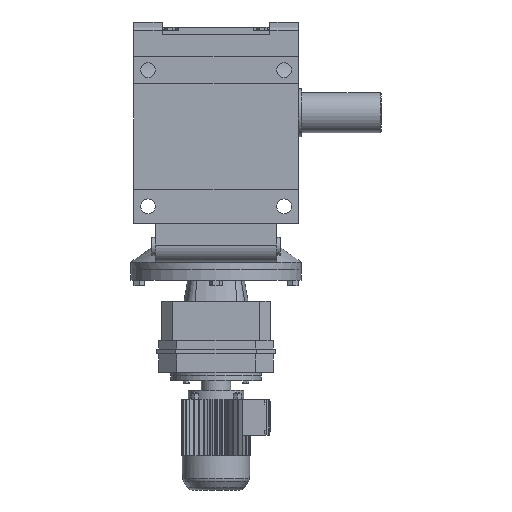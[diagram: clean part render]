
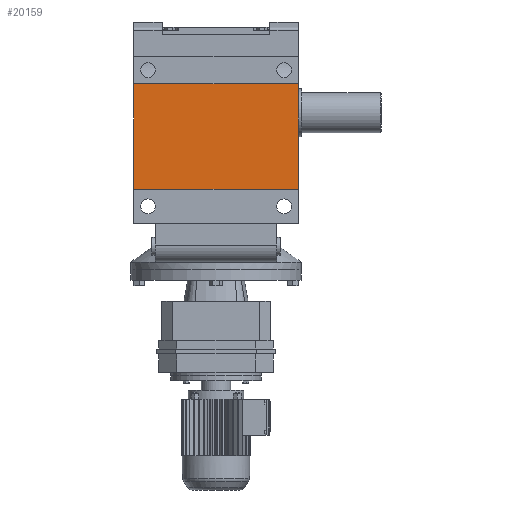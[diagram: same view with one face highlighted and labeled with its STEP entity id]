
A CAD part, front view. The second image highlights one B-rep face of the part: STEP entity #20159.
In plain terms, the highlighted planar face has unit normal (0, -1, 0).
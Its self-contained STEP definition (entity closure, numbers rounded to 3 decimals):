
#10616 = PLANE('',#10617);
#10617 = AXIS2_PLACEMENT_3D('',#10618,#10619,#10620);
#10618 = CARTESIAN_POINT('',(145.,-214.725,119.));
#10619 = DIRECTION('',(1.,0.,0.));
#10620 = DIRECTION('',(0.,0.,-1.));
#12633 = PLANE('',#12634);
#12634 = AXIS2_PLACEMENT_3D('',#12635,#12636,#12637);
#12635 = CARTESIAN_POINT('',(-145.,-214.725,119.));
#12636 = DIRECTION('',(1.,0.,0.));
#12637 = DIRECTION('',(0.,0.,-1.));
#16714 = VERTEX_POINT('',#16715);
#16715 = CARTESIAN_POINT('',(145.,-255.725,51.));
#16729 = PLANE('',#16730);
#16730 = AXIS2_PLACEMENT_3D('',#16731,#16732,#16733);
#16731 = CARTESIAN_POINT('',(145.,-255.725,51.));
#16732 = DIRECTION('',(0.,0.,1.));
#16733 = DIRECTION('',(1.,0.,0.));
#16741 = EDGE_CURVE('',#16714,#16742,#16744,.T.);
#16742 = VERTEX_POINT('',#16743);
#16743 = CARTESIAN_POINT('',(145.,-255.725,-135.));
#16744 = SURFACE_CURVE('',#16745,(#16749,#16756),.PCURVE_S1.);
#16745 = LINE('',#16746,#16747);
#16746 = CARTESIAN_POINT('',(145.,-255.725,51.));
#16747 = VECTOR('',#16748,1.);
#16748 = DIRECTION('',(0.,0.,-1.));
#16749 = PCURVE('',#10616,#16750);
#16750 = DEFINITIONAL_REPRESENTATION('',(#16751),#16755);
#16751 = LINE('',#16752,#16753);
#16752 = CARTESIAN_POINT('',(68.,-41.));
#16753 = VECTOR('',#16754,1.);
#16754 = DIRECTION('',(1.,0.));
#16755 = ( GEOMETRIC_REPRESENTATION_CONTEXT(2) 
PARAMETRIC_REPRESENTATION_CONTEXT() REPRESENTATION_CONTEXT('2D SPACE',''
  ) );
#16756 = PCURVE('',#16757,#16762);
#16757 = PLANE('',#16758);
#16758 = AXIS2_PLACEMENT_3D('',#16759,#16760,#16761);
#16759 = CARTESIAN_POINT('',(107.,-255.725,124.));
#16760 = DIRECTION('',(0.,1.,0.));
#16761 = DIRECTION('',(0.,0.,1.));
#16762 = DEFINITIONAL_REPRESENTATION('',(#16763),#16767);
#16763 = LINE('',#16764,#16765);
#16764 = CARTESIAN_POINT('',(-73.,38.));
#16765 = VECTOR('',#16766,1.);
#16766 = DIRECTION('',(-1.,0.));
#16767 = ( GEOMETRIC_REPRESENTATION_CONTEXT(2) 
PARAMETRIC_REPRESENTATION_CONTEXT() REPRESENTATION_CONTEXT('2D SPACE',''
  ) );
#16785 = PLANE('',#16786);
#16786 = AXIS2_PLACEMENT_3D('',#16787,#16788,#16789);
#16787 = CARTESIAN_POINT('',(145.,-255.725,-135.));
#16788 = DIRECTION('',(0.,0.,-1.));
#16789 = DIRECTION('',(0.,1.,0.));
#18375 = VERTEX_POINT('',#18376);
#18376 = CARTESIAN_POINT('',(-145.,-255.725,-135.));
#18397 = EDGE_CURVE('',#18398,#18375,#18400,.T.);
#18398 = VERTEX_POINT('',#18399);
#18399 = CARTESIAN_POINT('',(-145.,-255.725,51.));
#18400 = SURFACE_CURVE('',#18401,(#18405,#18412),.PCURVE_S1.);
#18401 = LINE('',#18402,#18403);
#18402 = CARTESIAN_POINT('',(-145.,-255.725,51.));
#18403 = VECTOR('',#18404,1.);
#18404 = DIRECTION('',(0.,0.,-1.));
#18405 = PCURVE('',#12633,#18406);
#18406 = DEFINITIONAL_REPRESENTATION('',(#18407),#18411);
#18407 = LINE('',#18408,#18409);
#18408 = CARTESIAN_POINT('',(68.,-41.));
#18409 = VECTOR('',#18410,1.);
#18410 = DIRECTION('',(1.,0.));
#18411 = ( GEOMETRIC_REPRESENTATION_CONTEXT(2) 
PARAMETRIC_REPRESENTATION_CONTEXT() REPRESENTATION_CONTEXT('2D SPACE',''
  ) );
#18412 = PCURVE('',#16757,#18413);
#18413 = DEFINITIONAL_REPRESENTATION('',(#18414),#18418);
#18414 = LINE('',#18415,#18416);
#18415 = CARTESIAN_POINT('',(-73.,-252.));
#18416 = VECTOR('',#18417,1.);
#18417 = DIRECTION('',(-1.,0.));
#18418 = ( GEOMETRIC_REPRESENTATION_CONTEXT(2) 
PARAMETRIC_REPRESENTATION_CONTEXT() REPRESENTATION_CONTEXT('2D SPACE',''
  ) );
#19849 = EDGE_CURVE('',#16714,#18398,#19850,.T.);
#19850 = SURFACE_CURVE('',#19851,(#19855,#19862),.PCURVE_S1.);
#19851 = LINE('',#19852,#19853);
#19852 = CARTESIAN_POINT('',(145.,-255.725,51.));
#19853 = VECTOR('',#19854,1.);
#19854 = DIRECTION('',(-1.,0.,0.));
#19855 = PCURVE('',#16729,#19856);
#19856 = DEFINITIONAL_REPRESENTATION('',(#19857),#19861);
#19857 = LINE('',#19858,#19859);
#19858 = CARTESIAN_POINT('',(0.,0.));
#19859 = VECTOR('',#19860,1.);
#19860 = DIRECTION('',(-1.,0.));
#19861 = ( GEOMETRIC_REPRESENTATION_CONTEXT(2) 
PARAMETRIC_REPRESENTATION_CONTEXT() REPRESENTATION_CONTEXT('2D SPACE',''
  ) );
#19862 = PCURVE('',#16757,#19863);
#19863 = DEFINITIONAL_REPRESENTATION('',(#19864),#19868);
#19864 = LINE('',#19865,#19866);
#19865 = CARTESIAN_POINT('',(-73.,38.));
#19866 = VECTOR('',#19867,1.);
#19867 = DIRECTION('',(0.,-1.));
#19868 = ( GEOMETRIC_REPRESENTATION_CONTEXT(2) 
PARAMETRIC_REPRESENTATION_CONTEXT() REPRESENTATION_CONTEXT('2D SPACE',''
  ) );
#20159 = ADVANCED_FACE('',(#20160),#16757,.F.);
#20160 = FACE_BOUND('',#20161,.T.);
#20161 = EDGE_LOOP('',(#20162,#20163,#20164,#20185));
#20162 = ORIENTED_EDGE('',*,*,#19849,.T.);
#20163 = ORIENTED_EDGE('',*,*,#18397,.T.);
#20164 = ORIENTED_EDGE('',*,*,#20165,.F.);
#20165 = EDGE_CURVE('',#16742,#18375,#20166,.T.);
#20166 = SURFACE_CURVE('',#20167,(#20171,#20178),.PCURVE_S1.);
#20167 = LINE('',#20168,#20169);
#20168 = CARTESIAN_POINT('',(145.,-255.725,-135.));
#20169 = VECTOR('',#20170,1.);
#20170 = DIRECTION('',(-1.,0.,0.));
#20171 = PCURVE('',#16757,#20172);
#20172 = DEFINITIONAL_REPRESENTATION('',(#20173),#20177);
#20173 = LINE('',#20174,#20175);
#20174 = CARTESIAN_POINT('',(-259.,38.));
#20175 = VECTOR('',#20176,1.);
#20176 = DIRECTION('',(0.,-1.));
#20177 = ( GEOMETRIC_REPRESENTATION_CONTEXT(2) 
PARAMETRIC_REPRESENTATION_CONTEXT() REPRESENTATION_CONTEXT('2D SPACE',''
  ) );
#20178 = PCURVE('',#16785,#20179);
#20179 = DEFINITIONAL_REPRESENTATION('',(#20180),#20184);
#20180 = LINE('',#20181,#20182);
#20181 = CARTESIAN_POINT('',(0.,0.));
#20182 = VECTOR('',#20183,1.);
#20183 = DIRECTION('',(0.,-1.));
#20184 = ( GEOMETRIC_REPRESENTATION_CONTEXT(2) 
PARAMETRIC_REPRESENTATION_CONTEXT() REPRESENTATION_CONTEXT('2D SPACE',''
  ) );
#20185 = ORIENTED_EDGE('',*,*,#16741,.F.);
